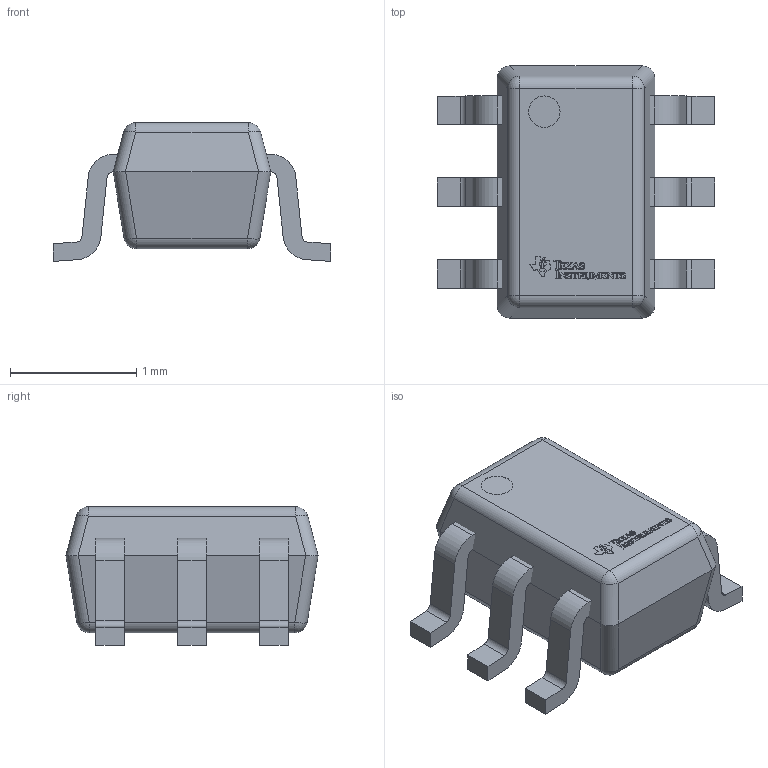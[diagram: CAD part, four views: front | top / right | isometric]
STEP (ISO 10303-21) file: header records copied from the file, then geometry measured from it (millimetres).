
FILE_DESCRIPTION(/* description */ (''),/* implementation_level */ '2;1');
FILE_NAME(/* name */ '1.stp',/* time_stamp */ '2019-10-22T17:34:46+02:00',/* author */ ('khale'),/* organization */ (''),/* preprocessor_version */ 'ST-DEVELOPER v17.2',/* originating_system */ 'Autodesk Inventor 2019',/* authorisation */ '');
FILE_SCHEMA (('AUTOMOTIVE_DESIGN { 1 0 10303 214 3 1 1 }'));
Length unit declared in the file: millimetre
Products named in the file (5): 1; 1_1; 2; Texas Instruments; circle
Assembly tree (4 placements, depth 2):
  1
    1_1
    2
    Texas Instruments
    circle
Bounding box: 2.2 x 2 x 1.1 mm (x, y, z)
Volume: 2.4 mm3; surface area: 14.8 mm2
Topology: 26 solids, 26 shells, 541 faces, 1443 edges, 954 vertices
Faces by surface type: plane 326, bspline 166, cylinder 41, sphere 8
Full cylindrical faces by diameter (mm): 0.25 x1
Entity records: 17862 total; most frequent: CARTESIAN_POINT 5213, ORIENTED_EDGE 2886, DIRECTION 1981, EDGE_CURVE 1443, LINE 1025, VECTOR 1025, VERTEX_POINT 954, EDGE_LOOP 545
